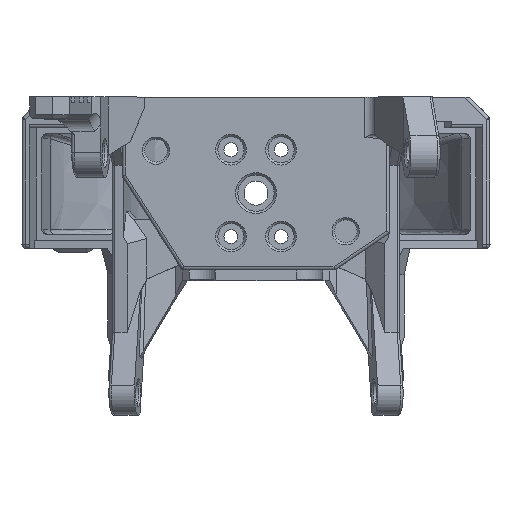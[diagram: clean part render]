
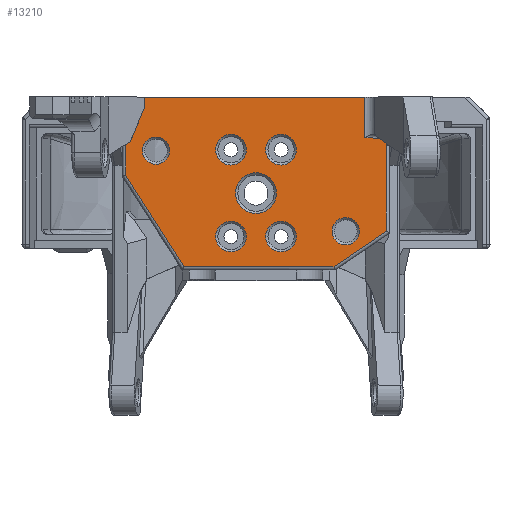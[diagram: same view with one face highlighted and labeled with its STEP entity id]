
A CAD part, top view. The second image highlights one B-rep face of the part: STEP entity #13210.
In plain terms, the highlighted planar face has unit normal (0, 0, 1).
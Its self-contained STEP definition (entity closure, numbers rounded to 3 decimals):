
#189=FACE_BOUND('',#2364,.T.);
#190=FACE_BOUND('',#2365,.T.);
#191=FACE_BOUND('',#2366,.T.);
#192=FACE_BOUND('',#2367,.T.);
#193=FACE_BOUND('',#2368,.T.);
#194=FACE_BOUND('',#2369,.T.);
#195=FACE_BOUND('',#2370,.T.);
#952=PLANE('',#14242);
#1610=FACE_OUTER_BOUND('',#2363,.T.);
#2363=EDGE_LOOP('',(#11843,#11844,#11845,#11846,#11847,#11848,#11849,#11850,
#11851,#11852,#11853,#11854,#11855));
#2364=EDGE_LOOP('',(#11856));
#2365=EDGE_LOOP('',(#11857));
#2366=EDGE_LOOP('',(#11858));
#2367=EDGE_LOOP('',(#11859));
#2368=EDGE_LOOP('',(#11860));
#2369=EDGE_LOOP('',(#11861));
#2370=EDGE_LOOP('',(#11862));
#2829=CIRCLE('',#14239,2.75);
#2832=CIRCLE('',#14245,2.75);
#2833=CIRCLE('',#14246,2.75);
#2834=CIRCLE('',#14247,2.45);
#2835=CIRCLE('',#14248,3.65);
#2836=CIRCLE('',#14249,2.45);
#2837=CIRCLE('',#14250,2.75);
#2977=ELLIPSE('',#14243,2.808,2.6);
#2978=ELLIPSE('',#14244,2.808,2.6);
#3024=LINE('',#17926,#4127);
#3938=LINE('',#30513,#5041);
#3939=LINE('',#30515,#5042);
#3940=LINE('',#30519,#5043);
#3941=LINE('',#30520,#5044);
#3942=LINE('',#30522,#5045);
#3943=LINE('',#30524,#5046);
#3944=LINE('',#30526,#5047);
#3945=LINE('',#30530,#5048);
#3946=LINE('',#30532,#5049);
#3947=LINE('',#30533,#5050);
#4127=VECTOR('',#14498,10.);
#5041=VECTOR('',#17190,10.);
#5042=VECTOR('',#17191,10.);
#5043=VECTOR('',#17194,10.);
#5044=VECTOR('',#17195,10.);
#5045=VECTOR('',#17196,10.);
#5046=VECTOR('',#17197,10.);
#5047=VECTOR('',#17198,10.);
#5048=VECTOR('',#17201,10.);
#5049=VECTOR('',#17202,10.);
#5050=VECTOR('',#17203,10.);
#5250=VERTEX_POINT('',#17923);
#5251=VERTEX_POINT('',#17925);
#6320=VERTEX_POINT('',#30503);
#6323=VERTEX_POINT('',#30511);
#6324=VERTEX_POINT('',#30512);
#6325=VERTEX_POINT('',#30514);
#6326=VERTEX_POINT('',#30516);
#6327=VERTEX_POINT('',#30518);
#6328=VERTEX_POINT('',#30521);
#6329=VERTEX_POINT('',#30523);
#6330=VERTEX_POINT('',#30525);
#6331=VERTEX_POINT('',#30527);
#6332=VERTEX_POINT('',#30529);
#6333=VERTEX_POINT('',#30531);
#6334=VERTEX_POINT('',#30534);
#6335=VERTEX_POINT('',#30536);
#6336=VERTEX_POINT('',#30538);
#6337=VERTEX_POINT('',#30540);
#6338=VERTEX_POINT('',#30542);
#6339=VERTEX_POINT('',#30544);
#6524=EDGE_CURVE('',#5250,#5251,#3024,.T.);
#8200=EDGE_CURVE('',#6320,#6320,#2829,.T.);
#8204=EDGE_CURVE('',#6323,#6324,#3938,.T.);
#8205=EDGE_CURVE('',#6325,#6323,#3939,.T.);
#8206=EDGE_CURVE('',#6326,#6325,#2977,.T.);
#8207=EDGE_CURVE('',#6327,#6326,#3940,.T.);
#8208=EDGE_CURVE('',#5251,#6327,#3941,.T.);
#8209=EDGE_CURVE('',#5250,#6328,#3942,.T.);
#8210=EDGE_CURVE('',#6328,#6329,#3943,.T.);
#8211=EDGE_CURVE('',#6330,#6329,#3944,.T.);
#8212=EDGE_CURVE('',#6331,#6330,#2978,.T.);
#8213=EDGE_CURVE('',#6332,#6331,#3945,.T.);
#8214=EDGE_CURVE('',#6333,#6332,#3946,.T.);
#8215=EDGE_CURVE('',#6324,#6333,#3947,.T.);
#8216=EDGE_CURVE('',#6334,#6334,#2832,.T.);
#8217=EDGE_CURVE('',#6335,#6335,#2833,.T.);
#8218=EDGE_CURVE('',#6336,#6336,#2834,.T.);
#8219=EDGE_CURVE('',#6337,#6337,#2835,.T.);
#8220=EDGE_CURVE('',#6338,#6338,#2836,.T.);
#8221=EDGE_CURVE('',#6339,#6339,#2837,.T.);
#11843=ORIENTED_EDGE('',*,*,#8204,.F.);
#11844=ORIENTED_EDGE('',*,*,#8205,.F.);
#11845=ORIENTED_EDGE('',*,*,#8206,.F.);
#11846=ORIENTED_EDGE('',*,*,#8207,.F.);
#11847=ORIENTED_EDGE('',*,*,#8208,.F.);
#11848=ORIENTED_EDGE('',*,*,#6524,.F.);
#11849=ORIENTED_EDGE('',*,*,#8209,.T.);
#11850=ORIENTED_EDGE('',*,*,#8210,.T.);
#11851=ORIENTED_EDGE('',*,*,#8211,.F.);
#11852=ORIENTED_EDGE('',*,*,#8212,.F.);
#11853=ORIENTED_EDGE('',*,*,#8213,.F.);
#11854=ORIENTED_EDGE('',*,*,#8214,.F.);
#11855=ORIENTED_EDGE('',*,*,#8215,.F.);
#11856=ORIENTED_EDGE('',*,*,#8216,.F.);
#11857=ORIENTED_EDGE('',*,*,#8217,.F.);
#11858=ORIENTED_EDGE('',*,*,#8218,.F.);
#11859=ORIENTED_EDGE('',*,*,#8219,.F.);
#11860=ORIENTED_EDGE('',*,*,#8220,.F.);
#11861=ORIENTED_EDGE('',*,*,#8221,.F.);
#11862=ORIENTED_EDGE('',*,*,#8200,.F.);
#13210=ADVANCED_FACE('',(#1610,#189,#190,#191,#192,#193,#194,#195),#952,
 .F.);
#14239=AXIS2_PLACEMENT_3D('',#30504,#17181,#17182);
#14242=AXIS2_PLACEMENT_3D('',#30510,#17188,#17189);
#14243=AXIS2_PLACEMENT_3D('',#30517,#17192,#17193);
#14244=AXIS2_PLACEMENT_3D('',#30528,#17199,#17200);
#14245=AXIS2_PLACEMENT_3D('',#30535,#17204,#17205);
#14246=AXIS2_PLACEMENT_3D('',#30537,#17206,#17207);
#14247=AXIS2_PLACEMENT_3D('',#30539,#17208,#17209);
#14248=AXIS2_PLACEMENT_3D('',#30541,#17210,#17211);
#14249=AXIS2_PLACEMENT_3D('',#30543,#17212,#17213);
#14250=AXIS2_PLACEMENT_3D('',#30545,#17214,#17215);
#14498=DIRECTION('',(1.,0.,0.));
#17181=DIRECTION('center_axis',(0.,0.,
1.));
#17182=DIRECTION('ref_axis',(0.,-1.,0.));
#17188=DIRECTION('center_axis',(0.,0.,
-1.));
#17189=DIRECTION('ref_axis',(-1.,0.,0.));
#17190=DIRECTION('',(-0.829,-0.56,0.));
#17191=DIRECTION('',(0.,-1.,0.));
#17192=DIRECTION('center_axis',(0.,0.,
1.));
#17193=DIRECTION('ref_axis',(0.,1.,0.));
#17194=DIRECTION('',(0.997,-0.072,0.));
#17195=DIRECTION('',(0.,-1.,0.));
#17196=DIRECTION('',(0.,-1.,0.));
#17197=DIRECTION('',(-0.391,-0.921,0.));
#17198=DIRECTION('',(0.997,0.072,0.));
#17199=DIRECTION('center_axis',(0.,0.,
1.));
#17200=DIRECTION('ref_axis',(0.,1.,0.));
#17201=DIRECTION('',(0.,1.,0.));
#17202=DIRECTION('',(-0.539,0.842,0.));
#17203=DIRECTION('',(-1.,0.,0.));
#17204=DIRECTION('center_axis',(0.,0.,
1.));
#17205=DIRECTION('ref_axis',(0.,-1.,0.));
#17206=DIRECTION('center_axis',(0.,0.,
1.));
#17207=DIRECTION('ref_axis',(0.,-1.,0.));
#17208=DIRECTION('center_axis',(0.,0.,
1.));
#17209=DIRECTION('ref_axis',(0.,1.,0.));
#17210=DIRECTION('center_axis',(0.,0.,
1.));
#17211=DIRECTION('ref_axis',(0.,-1.,0.));
#17212=DIRECTION('center_axis',(0.,0.,
1.));
#17213=DIRECTION('ref_axis',(0.,1.,0.));
#17214=DIRECTION('center_axis',(0.,0.,
1.));
#17215=DIRECTION('ref_axis',(0.,-1.,0.));
#17923=CARTESIAN_POINT('',(101.323,-4.04,86.915));
#17925=CARTESIAN_POINT('',(140.876,-4.04,86.915));
#17926=CARTESIAN_POINT('',(121.36,-4.04,86.915));
#30503=CARTESIAN_POINT('',(125.825,-26.334,86.915));
#30504=CARTESIAN_POINT('Origin',(125.825,-29.084,86.915));
#30510=CARTESIAN_POINT('Origin',(121.359,-31.936,86.915));
#30511=CARTESIAN_POINT('',(144.724,-28.124,86.915));
#30512=CARTESIAN_POINT('',(135.327,-34.471,86.915));
#30513=CARTESIAN_POINT('',(133.237,-35.883,86.915));
#30514=CARTESIAN_POINT('',(144.724,-12.714,86.915));
#30515=CARTESIAN_POINT('',(144.724,-26.332,86.915));
#30516=CARTESIAN_POINT('',(144.941,-11.591,86.915));
#30517=CARTESIAN_POINT('Origin',(147.324,-12.714,86.915));
#30518=CARTESIAN_POINT('',(140.876,-11.299,86.915));
#30519=CARTESIAN_POINT('',(129.051,-10.448,86.915));
#30520=CARTESIAN_POINT('',(140.876,-19.989,86.915));
#30521=CARTESIAN_POINT('',(101.323,-5.94,86.915));
#30522=CARTESIAN_POINT('',(101.323,-19.989,86.915));
#30523=CARTESIAN_POINT('',(98.964,-11.496,86.915));
#30524=CARTESIAN_POINT('',(97.797,-14.246,86.915));
#30525=CARTESIAN_POINT('',(97.707,-11.586,86.915));
#30526=CARTESIAN_POINT('',(113.625,-10.441,86.915));
#30527=CARTESIAN_POINT('',(97.924,-12.709,86.915));
#30528=CARTESIAN_POINT('Origin',(95.324,-12.709,86.915));
#30529=CARTESIAN_POINT('',(97.924,-18.089,86.915));
#30530=CARTESIAN_POINT('',(97.924,-26.332,86.915));
#30531=CARTESIAN_POINT('',(108.407,-34.471,86.915));
#30532=CARTESIAN_POINT('',(104.138,-27.8,86.915));
#30533=CARTESIAN_POINT('',(121.544,-34.471,86.915));
#30534=CARTESIAN_POINT('',(116.825,-26.334,86.915));
#30535=CARTESIAN_POINT('Origin',(116.825,-29.084,86.915));
#30536=CARTESIAN_POINT('',(125.825,-10.746,86.915));
#30537=CARTESIAN_POINT('Origin',(125.825,-13.496,86.915));
#30538=CARTESIAN_POINT('',(137.434,-30.575,86.915));
#30539=CARTESIAN_POINT('Origin',(137.434,-28.125,86.915));
#30540=CARTESIAN_POINT('',(121.325,-17.64,86.915));
#30541=CARTESIAN_POINT('Origin',(121.325,-21.29,86.915));
#30542=CARTESIAN_POINT('',(103.375,-16.118,86.915));
#30543=CARTESIAN_POINT('Origin',(103.375,-13.668,86.915));
#30544=CARTESIAN_POINT('',(116.825,-10.746,86.915));
#30545=CARTESIAN_POINT('Origin',(116.825,-13.496,86.915));
